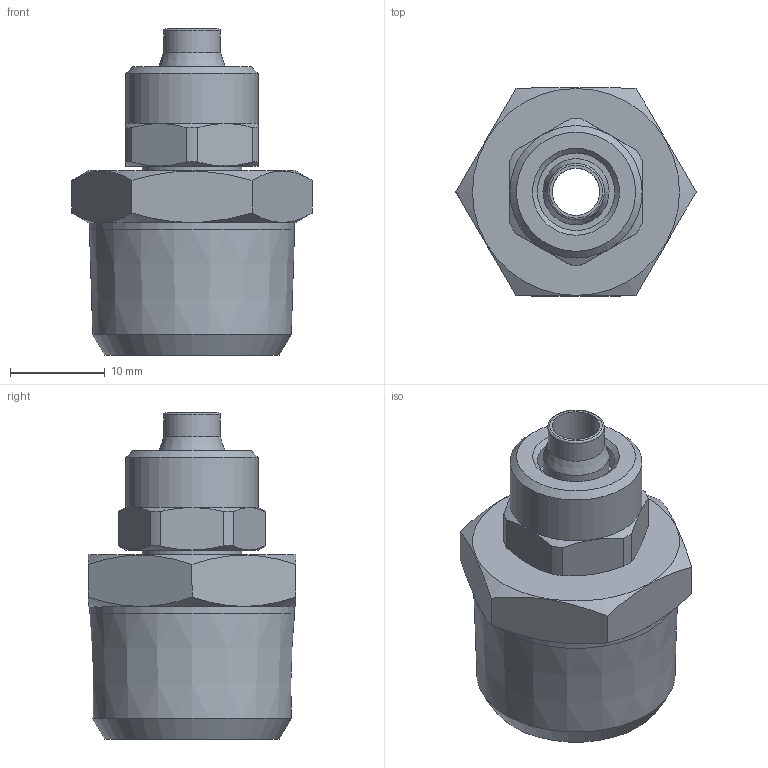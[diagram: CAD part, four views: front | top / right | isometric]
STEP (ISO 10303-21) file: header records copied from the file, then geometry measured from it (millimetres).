
FILE_DESCRIPTION(/* description */ ('Unknown'),/* implementation_level */ '2;1');
FILE_NAME(/* name */ 'D1511286NI',/* time_stamp */ '2018-12-14T15:14:03+01:00',/* author */ ('UNIC_S.R.L.'),/* organization */ ('Unknown'),/* preprocessor_version */ 'ST-DEVELOPER v16.7',/* originating_system */ 'DEX',/* authorisation */ $);
FILE_SCHEMA (('AUTOMOTIVE_DESIGN {1 0 10303 214 3 1 1}'));
Length unit declared in the file: millimetre
Products named in the file (3): D1511286NI_Rubinetterie_Bresc; D1511286CNI_Rubinetterie_Bresc; D17086ni_Quetti
Assembly tree (2 placements, depth 2):
  D1511286NI_Rubinetterie_Bresc
    D1511286CNI_Rubinetterie_Bresc
    D17086ni_Quetti
Bounding box: 25.4 x 22 x 34.5 mm (x, y, z)
Volume: 6240.1 mm3; surface area: 4345.4 mm2
Topology: 2 solids, 2 shells, 62 faces, 134 edges, 80 vertices
Faces by surface type: cone 23, plane 20, cylinder 17, torus 2
Full cylindrical faces by diameter (mm): 5 x1, 6 x1, 7 x1, 8.2 x1, 10.5 x1, 11 x2, 12 x1, 14 x1, 15 x1, 21.7 x1
Entity records: 2098 total; most frequent: CARTESIAN_POINT 387, DIRECTION 256, ORIENTED_EDGE 216, AXIS2_PLACEMENT_3D 119, EDGE_CURVE 108, EDGE_LOOP 94, FACE_BOUND 94, VERTEX_POINT 78
